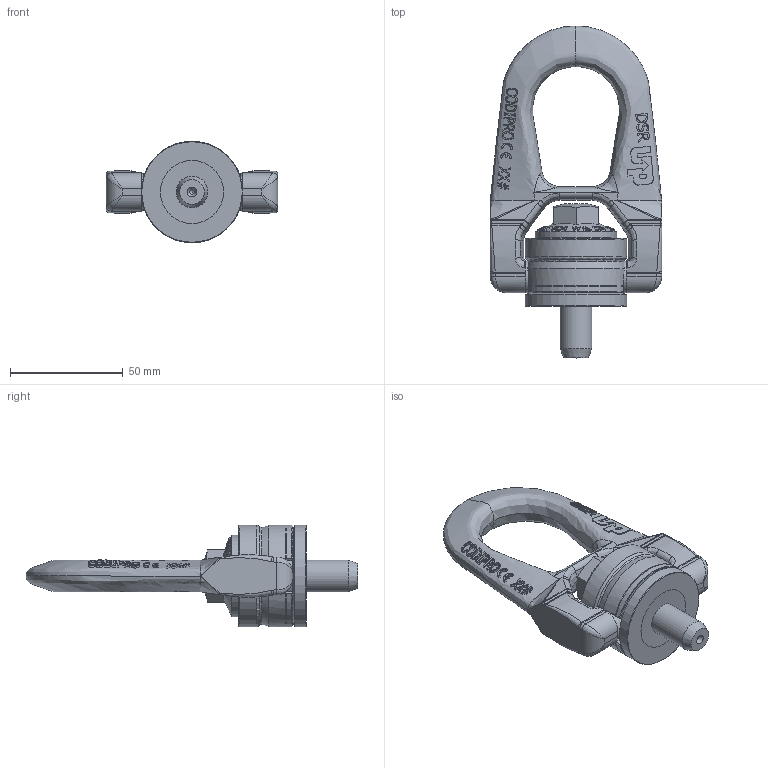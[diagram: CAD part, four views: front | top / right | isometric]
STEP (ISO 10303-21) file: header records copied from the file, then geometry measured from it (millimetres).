
FILE_DESCRIPTION(/* description */ (''),/* implementation_level */ '2;1');
FILE_NAME(/* name */ 'DSR M14 UP.stp',/* time_stamp */ '2017-09-06T13:19:55+02:00',/* author */ ('rklenes'),/* organization */ (''),/* preprocessor_version */ 'ST-DEVELOPER v16.5',/* originating_system */ 'Autodesk Inventor 2017',/* authorisation */ '');
FILE_SCHEMA (('AUTOMOTIVE_DESIGN { 1 0 10303 214 3 1 1 }'));
Products named in the file (6): DSR M14 UP; DSR 2; DRB_B2B; DRM_AF2B_UP; DRA_M14X53_UP; DRE_D2M14A
Assembly tree (5 placements, depth 3):
  DSR M14 UP
    DSR 2
      DRB_B2B
      DRM_AF2B_UP
    DRA_M14X53_UP
    DRE_D2M14A
Bounding box: 76 x 147.25 x 45 mm (x, y, z)
Volume: 111069.3 mm3; surface area: 35887.8 mm2
Topology: 4 solids, 4 shells, 805 faces, 2101 edges, 1337 vertices
Faces by surface type: plane 373, bspline 286, cylinder 88, cone 46, torus 11, sphere 1
Full cylindrical faces by diameter (mm): 2 x1, 14 x6, 14.2 x1, 22.6 x2, 23 x2, 32 x1, 36 x1, 45 x2
Entity records: 42649 total; most frequent: CARTESIAN_POINT 25041, ORIENTED_EDGE 4086, DIRECTION 2846, EDGE_CURVE 2043, VERTEX_POINT 1329, AXIS2_PLACEMENT_3D 1063, EDGE_LOOP 894, FACE_OUTER_BOUND 805
